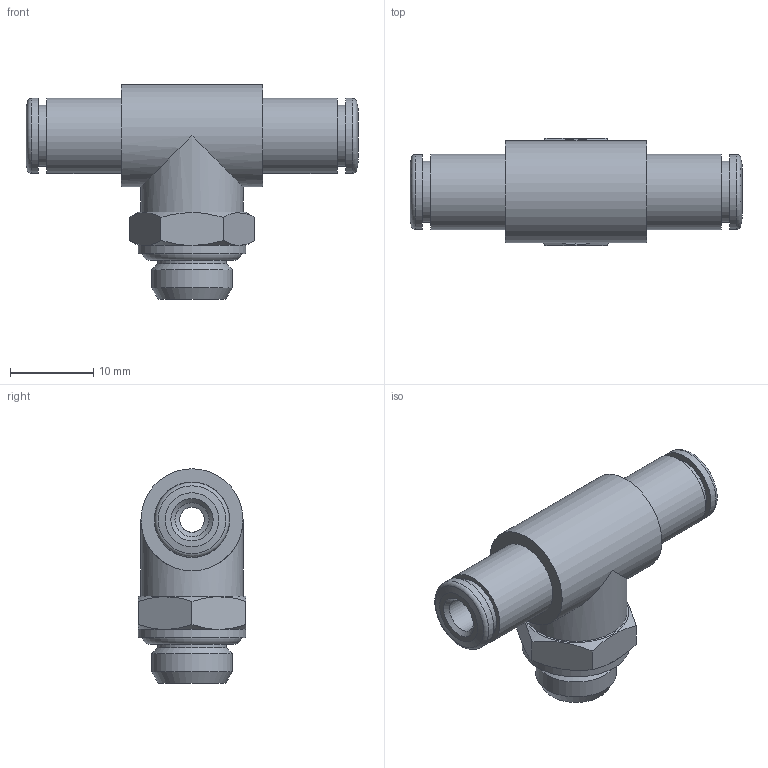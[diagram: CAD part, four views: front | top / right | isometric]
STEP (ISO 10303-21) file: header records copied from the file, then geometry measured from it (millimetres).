
FILE_DESCRIPTION(( 'RV.20.04.18.STP' ), '1');
FILE_NAME( 'RV.20.04.18.STP', '2018-10-09T16:46:26',( 'Sopra'),('sopra-pneumatic.com'), 'SwSTEP 2.0','SolidWorks 2009','' );
FILE_SCHEMA (('AUTOMOTIVE_DESIGN { 1 0 10303 214 1 1 1 1 }'));
Length unit declared in the file: millimetre
Products named in the file (6): Root; OR 7.2X1.9; DR4-1_NEU; 214602-N2_GEW.-_1-8_1-8; R202001-I1-N2A
Assembly tree (5 placements, depth 2):
  Root
    OR 7.2X1.9
    DR4-1_NEU
    DR4-1_NEU
    214602-N2_GEW.-_1-8_1-8
    R202001-I1-N2A
Bounding box: 40 x 13 x 25.85 mm (x, y, z)
Volume: 3710.6 mm3; surface area: 4431.3 mm2
Topology: 5 solids, 5 shells, 91 faces, 189 edges, 116 vertices
Faces by surface type: cone 31, cylinder 29, plane 26, torus 5
Full cylindrical faces by diameter (mm): 3 x2, 4.1 x4, 5.5 x1, 6 x1, 6.4 x2, 7.3 x2, 7.4 x2, 7.6 x2, 8.3 x1, 9 x4, 9.1 x2, 9.728 x1, 10.1 x2, 12.3 x2, 13 x1
Entity records: 4571 total; most frequent: CARTESIAN_POINT 1638, DIRECTION 410, PRESENTATION_STYLE_ASSIGNMENT 231, COLOUR_RGB 228, DRAUGHTING_PRE_DEFINED_CURVE_FONT 226, CURVE_STYLE 226, OVER_RIDING_STYLED_ITEM 226, ORIENTED_EDGE 226
